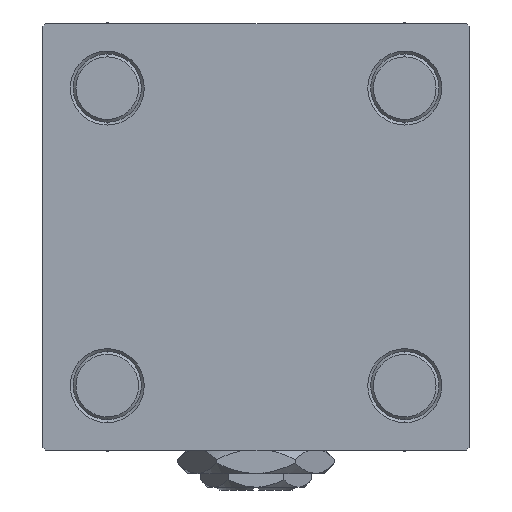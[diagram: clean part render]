
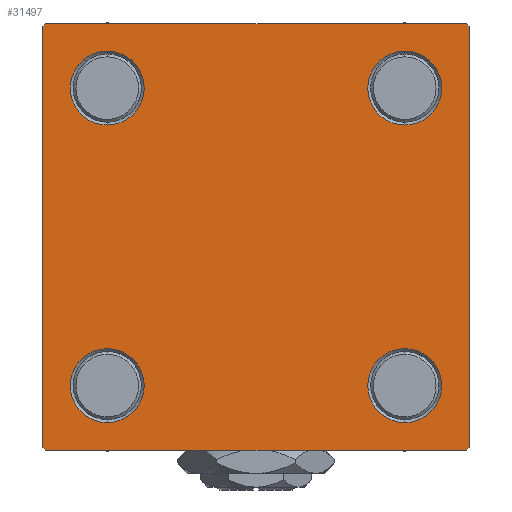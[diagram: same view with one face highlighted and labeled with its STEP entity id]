
A CAD part, left-side view. The second image highlights one B-rep face of the part: STEP entity #31497.
In plain terms, the highlighted planar face has unit normal (-1, 0, 0).
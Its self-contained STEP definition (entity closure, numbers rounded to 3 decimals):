
#1459 = AXIS2_PLACEMENT_3D ( 'NONE', #22040, #9732, #37755 ) ;
#2240 = CIRCLE ( 'NONE', #3078, 6.5 ) ;
#2801 = DIRECTION ( 'NONE',  ( 0., 0., 1. ) ) ;
#3078 = AXIS2_PLACEMENT_3D ( 'NONE', #8465, #32294, #21031 ) ;
#3252 = VECTOR ( 'NONE', #43051, 1000. ) ;
#3308 = VECTOR ( 'NONE', #24715, 1000. ) ;
#3402 = DIRECTION ( 'NONE',  ( 0., 0., 1. ) ) ;
#3562 = LINE ( 'NONE', #35523, #22307 ) ;
#3579 = VERTEX_POINT ( 'NONE', #19271 ) ;
#3750 = CARTESIAN_POINT ( 'NONE',  ( 0., -37.25, -37.25 ) ) ;
#4050 = DIRECTION ( 'NONE',  ( 0., 0., 1. ) ) ;
#4113 = DIRECTION ( 'NONE',  ( 0., 0.707, -0.707 ) ) ;
#4767 = CARTESIAN_POINT ( 'NONE',  ( 0., -26.15, -19.65 ) ) ;
#5291 = DIRECTION ( 'NONE',  ( 0., -1., 0. ) ) ;
#6348 = LINE ( 'NONE', #34367, #13940 ) ;
#6499 = DIRECTION ( 'NONE',  ( 1., 0., 0. ) ) ;
#6725 = DIRECTION ( 'NONE',  ( 0., 0.707, 0.707 ) ) ;
#7041 = VERTEX_POINT ( 'NONE', #13971 ) ;
#7192 = DIRECTION ( 'NONE',  ( 0., 0., 1. ) ) ;
#7365 = ORIENTED_EDGE ( 'NONE', *, *, #38801, .T. ) ;
#7638 = EDGE_CURVE ( 'NONE', #35995, #47429, #16677, .T. ) ;
#7771 = EDGE_CURVE ( 'NONE', #34758, #27583, #43005, .T. ) ;
#8109 = EDGE_CURVE ( 'NONE', #46268, #50855, #27102, .T. ) ;
#8373 = DIRECTION ( 'NONE',  ( 1., 0., 0. ) ) ;
#8465 = CARTESIAN_POINT ( 'NONE',  ( 0., -26.15, -26.15 ) ) ;
#8718 = ORIENTED_EDGE ( 'NONE', *, *, #31053, .F. ) ;
#9730 = VERTEX_POINT ( 'NONE', #42798 ) ;
#9732 = DIRECTION ( 'NONE',  ( 1., 0., 0. ) ) ;
#10452 = AXIS2_PLACEMENT_3D ( 'NONE', #39140, #14798, #7192 ) ;
#10685 = CARTESIAN_POINT ( 'NONE',  ( 0., 37.5, 37.5 ) ) ;
#10696 = EDGE_CURVE ( 'NONE', #50855, #46268, #33024, .T. ) ;
#10957 = EDGE_CURVE ( 'NONE', #7041, #41734, #26248, .T. ) ;
#11232 = VECTOR ( 'NONE', #4113, 1000. ) ;
#11341 = AXIS2_PLACEMENT_3D ( 'NONE', #33740, #6499, #2801 ) ;
#11420 = ORIENTED_EDGE ( 'NONE', *, *, #7638, .T. ) ;
#11612 = EDGE_CURVE ( 'NONE', #32870, #30256, #35608, .T. ) ;
#11845 = AXIS2_PLACEMENT_3D ( 'NONE', #14334, #33715, #18264 ) ;
#13248 = ORIENTED_EDGE ( 'NONE', *, *, #50838, .T. ) ;
#13622 = ORIENTED_EDGE ( 'NONE', *, *, #7771, .T. ) ;
#13940 = VECTOR ( 'NONE', #5291, 1000. ) ;
#13971 = CARTESIAN_POINT ( 'NONE',  ( 0., 37.5, -37. ) ) ;
#14334 = CARTESIAN_POINT ( 'NONE',  ( 0., -26.15, -26.15 ) ) ;
#14798 = DIRECTION ( 'NONE',  ( 1., 0., 0. ) ) ;
#15054 = CARTESIAN_POINT ( 'NONE',  ( 0., 37., -37.5 ) ) ;
#16124 = ORIENTED_EDGE ( 'NONE', *, *, #11612, .T. ) ;
#16343 = FACE_BOUND ( 'NONE', #21091, .T. ) ;
#16471 = EDGE_CURVE ( 'NONE', #9730, #16691, #46440, .T. ) ;
#16677 = LINE ( 'NONE', #24520, #11232 ) ;
#16691 = VERTEX_POINT ( 'NONE', #32531 ) ;
#17392 = CARTESIAN_POINT ( 'NONE',  ( 0., 37.5, 37.5 ) ) ;
#17925 = DIRECTION ( 'NONE',  ( 0., 0., -1. ) ) ;
#17959 = ORIENTED_EDGE ( 'NONE', *, *, #16471, .F. ) ;
#18264 = DIRECTION ( 'NONE',  ( 0., 0., 1. ) ) ;
#18448 = VERTEX_POINT ( 'NONE', #4767 ) ;
#19055 = LINE ( 'NONE', #10685, #25261 ) ;
#19238 = ORIENTED_EDGE ( 'NONE', *, *, #20167, .T. ) ;
#19271 = CARTESIAN_POINT ( 'NONE',  ( 0., -37., -37.5 ) ) ;
#19523 = CARTESIAN_POINT ( 'NONE',  ( 0., 26.15, 26.15 ) ) ;
#19959 = CARTESIAN_POINT ( 'NONE',  ( 0., 37., 37.5 ) ) ;
#20167 = EDGE_CURVE ( 'NONE', #30256, #32870, #29919, .T. ) ;
#21031 = DIRECTION ( 'NONE',  ( 0., 0., 1. ) ) ;
#21091 = EDGE_LOOP ( 'NONE', ( #36535, #21899 ) ) ;
#21899 = ORIENTED_EDGE ( 'NONE', *, *, #10696, .T. ) ;
#22040 = CARTESIAN_POINT ( 'NONE',  ( 0., -26.15, 26.15 ) ) ;
#22051 = CARTESIAN_POINT ( 'NONE',  ( 0., -26.15, -32.65 ) ) ;
#22307 = VECTOR ( 'NONE', #6725, 1000. ) ;
#22791 = ORIENTED_EDGE ( 'NONE', *, *, #23122, .T. ) ;
#23122 = EDGE_CURVE ( 'NONE', #3579, #16691, #27062, .T. ) ;
#23438 = LINE ( 'NONE', #17392, #3308 ) ;
#23695 = DIRECTION ( 'NONE',  ( 1., 0., 0. ) ) ;
#23851 = VECTOR ( 'NONE', #50592, 1000. ) ;
#24520 = CARTESIAN_POINT ( 'NONE',  ( 0., 37.25, 37.25 ) ) ;
#24715 = DIRECTION ( 'NONE',  ( 0., 0., -1. ) ) ;
#25261 = VECTOR ( 'NONE', #35036, 1000. ) ;
#26248 = LINE ( 'NONE', #34638, #23851 ) ;
#27062 = LINE ( 'NONE', #3750, #3252 ) ;
#27102 = CIRCLE ( 'NONE', #32131, 6.5 ) ;
#27583 = VERTEX_POINT ( 'NONE', #37675 ) ;
#27602 = FACE_BOUND ( 'NONE', #38723, .T. ) ;
#27753 = AXIS2_PLACEMENT_3D ( 'NONE', #40427, #43594, #44093 ) ;
#28695 = CARTESIAN_POINT ( 'NONE',  ( 0., 26.15, 32.65 ) ) ;
#29919 = CIRCLE ( 'NONE', #1459, 6.5 ) ;
#30256 = VERTEX_POINT ( 'NONE', #47052 ) ;
#30745 = ORIENTED_EDGE ( 'NONE', *, *, #39489, .T. ) ;
#31053 = EDGE_CURVE ( 'NONE', #35995, #34305, #19055, .T. ) ;
#31367 = DIRECTION ( 'NONE',  ( 0., 0., 1. ) ) ;
#31497 = ADVANCED_FACE ( 'NONE', ( #27602, #36247, #16343, #32318, #47775 ), #40685, .T. ) ;
#31695 = CARTESIAN_POINT ( 'NONE',  ( 0., 26.15, -26.15 ) ) ;
#32131 = AXIS2_PLACEMENT_3D ( 'NONE', #31695, #8373, #3402 ) ;
#32294 = DIRECTION ( 'NONE',  ( 1., 0., 0. ) ) ;
#32318 = FACE_BOUND ( 'NONE', #34542, .T. ) ;
#32531 = CARTESIAN_POINT ( 'NONE',  ( 0., -37.5, -37. ) ) ;
#32838 = VERTEX_POINT ( 'NONE', #22051 ) ;
#32870 = VERTEX_POINT ( 'NONE', #40076 ) ;
#33024 = CIRCLE ( 'NONE', #10452, 6.5 ) ;
#33715 = DIRECTION ( 'NONE',  ( 1., 0., 0. ) ) ;
#33740 = CARTESIAN_POINT ( 'NONE',  ( 0., -26.15, 26.15 ) ) ;
#34305 = VERTEX_POINT ( 'NONE', #38370 ) ;
#34367 = CARTESIAN_POINT ( 'NONE',  ( 0., 37.5, -37.5 ) ) ;
#34542 = EDGE_LOOP ( 'NONE', ( #13622, #41204 ) ) ;
#34638 = CARTESIAN_POINT ( 'NONE',  ( 0., 37.25, -37.25 ) ) ;
#34743 = CARTESIAN_POINT ( 'NONE',  ( 0., 26.15, -32.65 ) ) ;
#34758 = VERTEX_POINT ( 'NONE', #28695 ) ;
#35036 = DIRECTION ( 'NONE',  ( 0., -1., 0. ) ) ;
#35523 = CARTESIAN_POINT ( 'NONE',  ( 0., -37.25, 37.25 ) ) ;
#35608 = CIRCLE ( 'NONE', #11341, 6.5 ) ;
#35995 = VERTEX_POINT ( 'NONE', #19959 ) ;
#36247 = FACE_BOUND ( 'NONE', #44701, .T. ) ;
#36535 = ORIENTED_EDGE ( 'NONE', *, *, #8109, .T. ) ;
#37675 = CARTESIAN_POINT ( 'NONE',  ( 0., 26.15, 19.65 ) ) ;
#37755 = DIRECTION ( 'NONE',  ( 0., 0., 1. ) ) ;
#38342 = CARTESIAN_POINT ( 'NONE',  ( 0., -37.5, 37.5 ) ) ;
#38370 = CARTESIAN_POINT ( 'NONE',  ( 0., -37., 37.5 ) ) ;
#38723 = EDGE_LOOP ( 'NONE', ( #16124, #19238 ) ) ;
#38801 = EDGE_CURVE ( 'NONE', #41734, #3579, #6348, .T. ) ;
#39140 = CARTESIAN_POINT ( 'NONE',  ( 0., 26.15, -26.15 ) ) ;
#39489 = EDGE_CURVE ( 'NONE', #18448, #32838, #2240, .T. ) ;
#39970 = EDGE_CURVE ( 'NONE', #9730, #34305, #3562, .T. ) ;
#40076 = CARTESIAN_POINT ( 'NONE',  ( 0., -26.15, 32.65 ) ) ;
#40427 = CARTESIAN_POINT ( 'NONE',  ( 0., 0., 0. ) ) ;
#40685 = PLANE ( 'NONE',  #27753 ) ;
#40859 = ORIENTED_EDGE ( 'NONE', *, *, #46042, .T. ) ;
#41204 = ORIENTED_EDGE ( 'NONE', *, *, #49684, .T. ) ;
#41220 = ORIENTED_EDGE ( 'NONE', *, *, #39970, .T. ) ;
#41734 = VERTEX_POINT ( 'NONE', #15054 ) ;
#42798 = CARTESIAN_POINT ( 'NONE',  ( 0., -37.5, 37. ) ) ;
#43005 = CIRCLE ( 'NONE', #47181, 6.5 ) ;
#43025 = CARTESIAN_POINT ( 'NONE',  ( 0., 26.15, -19.65 ) ) ;
#43051 = DIRECTION ( 'NONE',  ( 0., -0.707, 0.707 ) ) ;
#43594 = DIRECTION ( 'NONE',  ( -1., 0., 0. ) ) ;
#44093 = DIRECTION ( 'NONE',  ( 0., 0., 1. ) ) ;
#44283 = EDGE_LOOP ( 'NONE', ( #40859, #48081, #7365, #22791, #17959, #41220, #8718, #11420 ) ) ;
#44377 = CIRCLE ( 'NONE', #46067, 6.5 ) ;
#44701 = EDGE_LOOP ( 'NONE', ( #30745, #13248 ) ) ;
#46042 = EDGE_CURVE ( 'NONE', #47429, #7041, #23438, .T. ) ;
#46067 = AXIS2_PLACEMENT_3D ( 'NONE', #47854, #51512, #31367 ) ;
#46103 = CIRCLE ( 'NONE', #11845, 6.5 ) ;
#46268 = VERTEX_POINT ( 'NONE', #43025 ) ;
#46440 = LINE ( 'NONE', #38342, #47435 ) ;
#47052 = CARTESIAN_POINT ( 'NONE',  ( 0., -26.15, 19.65 ) ) ;
#47181 = AXIS2_PLACEMENT_3D ( 'NONE', #19523, #23695, #4050 ) ;
#47429 = VERTEX_POINT ( 'NONE', #48692 ) ;
#47435 = VECTOR ( 'NONE', #17925, 1000. ) ;
#47775 = FACE_OUTER_BOUND ( 'NONE', #44283, .T. ) ;
#47854 = CARTESIAN_POINT ( 'NONE',  ( 0., 26.15, 26.15 ) ) ;
#48081 = ORIENTED_EDGE ( 'NONE', *, *, #10957, .T. ) ;
#48692 = CARTESIAN_POINT ( 'NONE',  ( 0., 37.5, 37. ) ) ;
#49684 = EDGE_CURVE ( 'NONE', #27583, #34758, #44377, .T. ) ;
#50592 = DIRECTION ( 'NONE',  ( 0., -0.707, -0.707 ) ) ;
#50838 = EDGE_CURVE ( 'NONE', #32838, #18448, #46103, .T. ) ;
#50855 = VERTEX_POINT ( 'NONE', #34743 ) ;
#51512 = DIRECTION ( 'NONE',  ( 1., 0., 0. ) ) ;
